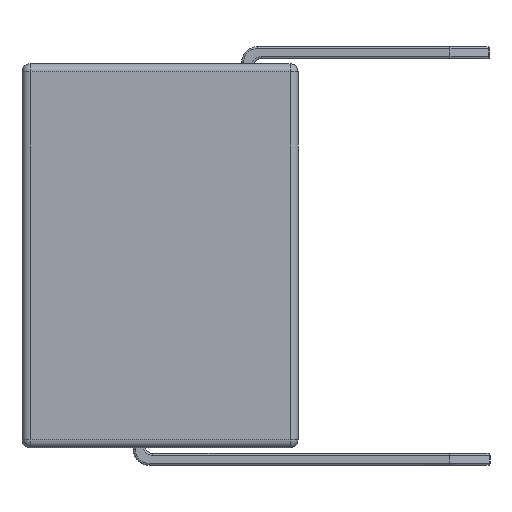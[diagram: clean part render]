
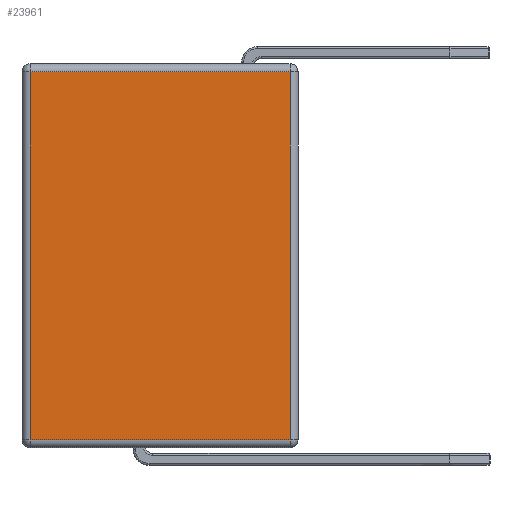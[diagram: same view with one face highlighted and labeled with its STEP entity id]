
A CAD part, left-side view. The second image highlights one B-rep face of the part: STEP entity #23961.
In plain terms, the highlighted planar face has unit normal (-1, 0, 0).
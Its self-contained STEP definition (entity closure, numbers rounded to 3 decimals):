
#1692 = CARTESIAN_POINT ( 'NONE',  ( -4.02, 1.625, 4.7 ) ) ;
#1782 = EDGE_CURVE ( 'NONE', #41807, #21881, #7500, .T. ) ;
#1817 = CARTESIAN_POINT ( 'NONE',  ( -4.02, -1.625, 4.7 ) ) ;
#1923 = CARTESIAN_POINT ( 'NONE',  ( -4.02, 1.625, 4.8 ) ) ;
#3216 = PLANE ( 'NONE',  #28696 ) ;
#3341 = EDGE_LOOP ( 'NONE', ( #20063, #30252, #20443, #32131 ) ) ;
#4796 = DIRECTION ( 'NONE',  ( 0., -1., 0. ) ) ;
#5787 = DIRECTION ( 'NONE',  ( 0., 0., -1. ) ) ;
#6782 = CARTESIAN_POINT ( 'NONE',  ( -4.02, -1.725, 0.1 ) ) ;
#7500 = LINE ( 'NONE', #1923, #16520 ) ;
#8184 = LINE ( 'NONE', #39810, #17217 ) ;
#9377 = FACE_OUTER_BOUND ( 'NONE', #3341, .T. ) ;
#12815 = VECTOR ( 'NONE', #4796, 1000. ) ;
#13686 = VERTEX_POINT ( 'NONE', #29587 ) ;
#16520 = VECTOR ( 'NONE', #5787, 1000. ) ;
#17097 = DIRECTION ( 'NONE',  ( 0., 1., 0. ) ) ;
#17217 = VECTOR ( 'NONE', #17097, 1000. ) ;
#18756 = EDGE_CURVE ( 'NONE', #13686, #20525, #36760, .T. ) ;
#19867 = CARTESIAN_POINT ( 'NONE',  ( -4.02, 0., 4.8 ) ) ;
#20063 = ORIENTED_EDGE ( 'NONE', *, *, #24842, .T. ) ;
#20443 = ORIENTED_EDGE ( 'NONE', *, *, #26986, .T. ) ;
#20525 = VERTEX_POINT ( 'NONE', #1817 ) ;
#21881 = VERTEX_POINT ( 'NONE', #32416 ) ;
#23961 = ADVANCED_FACE ( 'NONE', ( #9377 ), #3216, .T. ) ;
#24624 = DIRECTION ( 'NONE',  ( 0., 0., 1. ) ) ;
#24842 = EDGE_CURVE ( 'NONE', #20525, #41807, #8184, .T. ) ;
#26986 = EDGE_CURVE ( 'NONE', #21881, #13686, #38874, .T. ) ;
#27663 = VECTOR ( 'NONE', #41251, 1000. ) ;
#28696 = AXIS2_PLACEMENT_3D ( 'NONE', #19867, #36528, #24624 ) ;
#29587 = CARTESIAN_POINT ( 'NONE',  ( -4.02, -1.625, 0.1 ) ) ;
#30252 = ORIENTED_EDGE ( 'NONE', *, *, #1782, .T. ) ;
#32131 = ORIENTED_EDGE ( 'NONE', *, *, #18756, .T. ) ;
#32416 = CARTESIAN_POINT ( 'NONE',  ( -4.02, 1.625, 0.1 ) ) ;
#33780 = CARTESIAN_POINT ( 'NONE',  ( -4.02, -1.625, 4.8 ) ) ;
#36528 = DIRECTION ( 'NONE',  ( -1., 0., 0. ) ) ;
#36760 = LINE ( 'NONE', #33780, #27663 ) ;
#38874 = LINE ( 'NONE', #6782, #12815 ) ;
#39810 = CARTESIAN_POINT ( 'NONE',  ( -4.02, 0., 4.7 ) ) ;
#41251 = DIRECTION ( 'NONE',  ( 0., 0., 1. ) ) ;
#41807 = VERTEX_POINT ( 'NONE', #1692 ) ;
